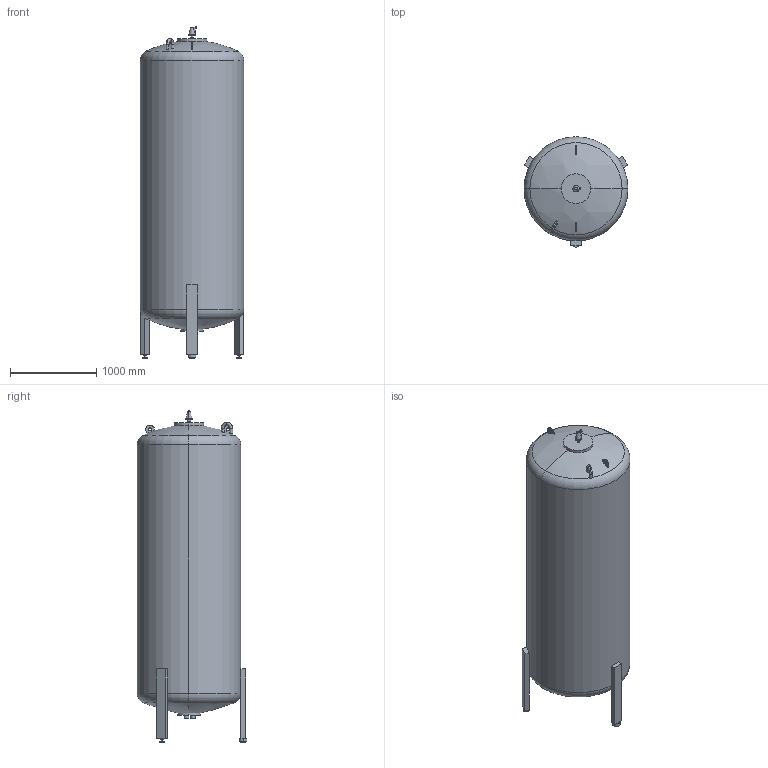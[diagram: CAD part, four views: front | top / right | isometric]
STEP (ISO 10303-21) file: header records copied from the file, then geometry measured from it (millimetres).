
FILE_DESCRIPTION (( 'STEP AP214' ), '1' );
FILE_NAME ('MV_3500_3.STEP', '2024-04-08T13:10:28', ( '' ), ( '' ), 'SwSTEP 2.0', 'SolidWorks 2021', '' );
FILE_SCHEMA (( 'AUTOMOTIVE_DESIGN' ));
Length unit declared in the file: millimetre
Products named in the file (3): MV_3500_3.dwg; 17721_flmacomat_fg_3500_pn3.dwg; MV_3500_3
Assembly tree (2 placements, depth 3):
  MV_3500_3
    MV_3500_3.dwg
      17721_flmacomat_fg_3500_pn3.dwg
Bounding box: 1200 x 1270 x 3838.75 mm (x, y, z)
Volume: 3614086672.3 mm3; surface area: 14763805 mm2
Topology: 4 solids, 4 shells, 141 faces, 306 edges, 193 vertices
Faces by surface type: plane 63, cylinder 56, torus 12, cone 6, sphere 4
Entity records: 4270 total; most frequent: CARTESIAN_POINT 956, DIRECTION 741, ORIENTED_EDGE 608, EDGE_CURVE 304, AXIS2_PLACEMENT_3D 302, VERTEX_POINT 193, EDGE_LOOP 167, CIRCLE 155
